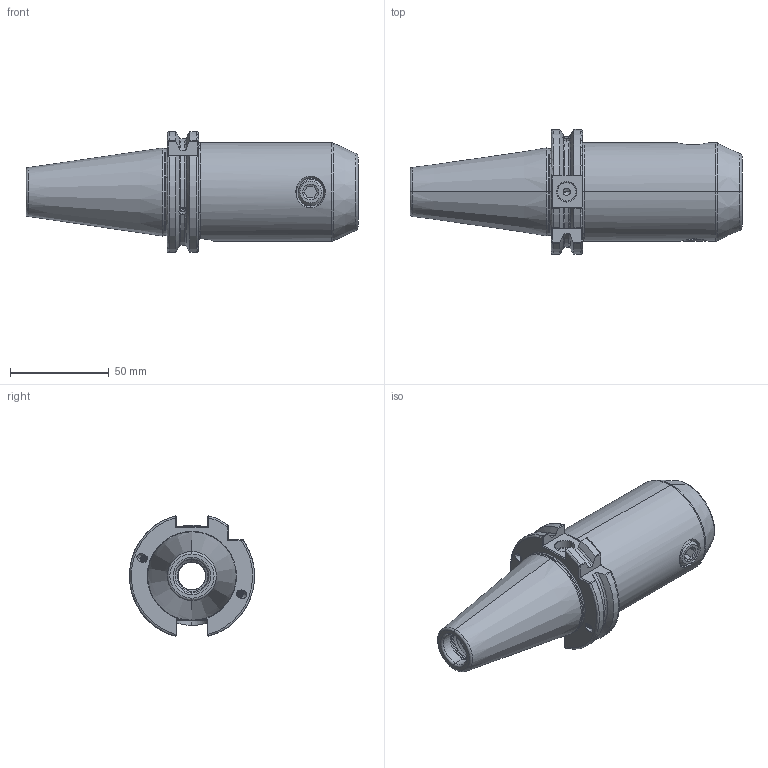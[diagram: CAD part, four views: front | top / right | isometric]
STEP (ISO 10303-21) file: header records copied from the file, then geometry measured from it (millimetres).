
FILE_DESCRIPTION (( 'STEP AP203' ), '1' );
FILE_NAME ('403.04.18.1.K.STEP', '2016-11-25T08:15:31', ( '' ), ( '' ), 'SwSTEP 2.0', 'SolidWorks 2012', '' );
FILE_SCHEMA (( 'CONFIG_CONTROL_DESIGN' ));
Length unit declared in the file: millimetre
Products named in the file (4): 403.04.18.1.K; 側固14_M14x2_16L; 2-02511017U1_d17.8x2.4(側固出水18)
Assembly tree (3 placements, depth 2):
  403.04.18.1.K
    403.04.18.1.K
    2-02511017U1_d17.8x2.4(側固出水18)
    側固14_M14x2_16L
Bounding box: 168.4 x 63.41 x 61.24 mm (x, y, z)
Volume: 230398.4 mm3; surface area: 41944.1 mm2
Topology: 3 solids, 3 shells, 352 faces, 967 edges, 610 vertices
Faces by surface type: cylinder 151, plane 70, torus 50, cone 42, bspline 37, sphere 2
Entity records: 27907 total; most frequent: CARTESIAN_POINT 19703, ORIENTED_EDGE 1902, DIRECTION 1345, EDGE_CURVE 951, VERTEX_POINT 610, AXIS2_PLACEMENT_3D 540, EDGE_LOOP 371, FACE_OUTER_BOUND 352
